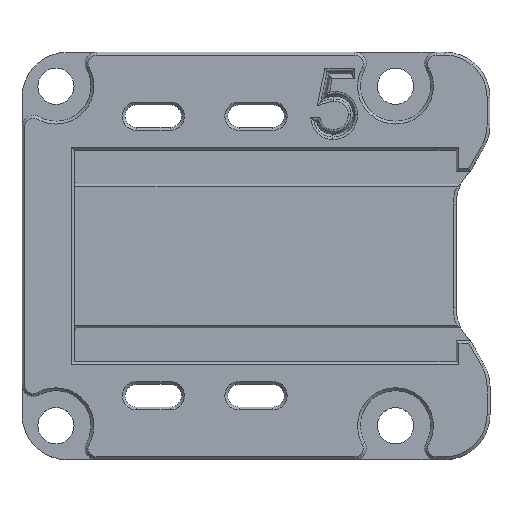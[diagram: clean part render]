
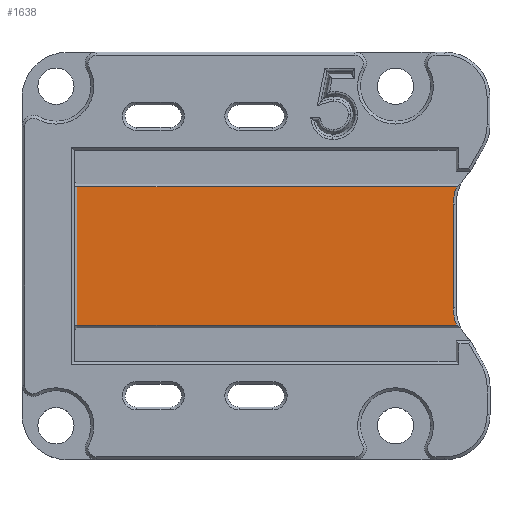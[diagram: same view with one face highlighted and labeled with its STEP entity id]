
A CAD part, top view. The second image highlights one B-rep face of the part: STEP entity #1638.
In plain terms, the highlighted planar face has unit normal (0, 0, 1).
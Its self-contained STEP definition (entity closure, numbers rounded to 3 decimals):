
#141 = LINE ( 'NONE', #3240, #7974 ) ;
#791 = CIRCLE ( 'NONE', #4536, 4.25 ) ;
#997 = CARTESIAN_POINT ( 'NONE',  ( 12.6, -4.578, -1.6 ) ) ;
#1067 = EDGE_CURVE ( 'NONE', #6055, #6413, #2236, .T. ) ;
#1123 = AXIS2_PLACEMENT_3D ( 'NONE', #7519, #2405, #6252 ) ;
#1327 = ORIENTED_EDGE ( 'NONE', *, *, #1067, .T. ) ;
#1346 = DIRECTION ( 'NONE',  ( 0., 0., -1. ) ) ;
#1531 = EDGE_CURVE ( 'NONE', #5000, #8193, #1556, .T. ) ;
#1556 = LINE ( 'NONE', #4703, #2777 ) ;
#1638 = ADVANCED_FACE ( 'NONE', ( #3734 ), #2978, .F. ) ;
#1709 = VECTOR ( 'NONE', #4168, 1000. ) ;
#2021 = CARTESIAN_POINT ( 'NONE',  ( 16.85, -4.578, -1.6 ) ) ;
#2070 = VECTOR ( 'NONE', #3215, 1000. ) ;
#2097 = CARTESIAN_POINT ( 'NONE',  ( 12.882, 6.1, -1.6 ) ) ;
#2105 = DIRECTION ( 'NONE',  ( 0., 1., 0. ) ) ;
#2130 = VERTEX_POINT ( 'NONE', #997 ) ;
#2236 = LINE ( 'NONE', #7269, #1709 ) ;
#2326 = ORIENTED_EDGE ( 'NONE', *, *, #7988, .T. ) ;
#2376 = CARTESIAN_POINT ( 'NONE',  ( -20.65, -6.1, -1.6 ) ) ;
#2405 = DIRECTION ( 'NONE',  ( 0., 0., -1. ) ) ;
#2777 = VECTOR ( 'NONE', #5449, 1000. ) ;
#2809 = EDGE_CURVE ( 'NONE', #2130, #6527, #141, .T. ) ;
#2978 = PLANE ( 'NONE',  #6045 ) ;
#3169 = CARTESIAN_POINT ( 'NONE',  ( -20.65, 0., -1.6 ) ) ;
#3215 = DIRECTION ( 'NONE',  ( 0., -1., 0. ) ) ;
#3240 = CARTESIAN_POINT ( 'NONE',  ( 12.6, 4.578, -1.6 ) ) ;
#3469 = ORIENTED_EDGE ( 'NONE', *, *, #2809, .T. ) ;
#3566 = CARTESIAN_POINT ( 'NONE',  ( 12.882, -6.1, -1.6 ) ) ;
#3734 = FACE_OUTER_BOUND ( 'NONE', #5418, .T. ) ;
#3957 = CARTESIAN_POINT ( 'NONE',  ( 12.6, 4.578, -1.6 ) ) ;
#4168 = DIRECTION ( 'NONE',  ( -1., 0., 0. ) ) ;
#4344 = ORIENTED_EDGE ( 'NONE', *, *, #5703, .T. ) ;
#4536 = AXIS2_PLACEMENT_3D ( 'NONE', #2021, #1346, #7845 ) ;
#4558 = CARTESIAN_POINT ( 'NONE',  ( -20.65, 6.1, -1.6 ) ) ;
#4600 = LINE ( 'NONE', #3169, #2070 ) ;
#4703 = CARTESIAN_POINT ( 'NONE',  ( 13.264, -6.1, -1.6 ) ) ;
#5000 = VERTEX_POINT ( 'NONE', #2376 ) ;
#5148 = EDGE_CURVE ( 'NONE', #6413, #5000, #4600, .T. ) ;
#5418 = EDGE_LOOP ( 'NONE', ( #1327, #6571, #8172, #2326, #3469, #4344 ) ) ;
#5449 = DIRECTION ( 'NONE',  ( 1., 0., 0. ) ) ;
#5703 = EDGE_CURVE ( 'NONE', #6527, #6055, #5803, .T. ) ;
#5803 = CIRCLE ( 'NONE', #1123, 4.25 ) ;
#6045 = AXIS2_PLACEMENT_3D ( 'NONE', #7511, #8219, #6243 ) ;
#6055 = VERTEX_POINT ( 'NONE', #2097 ) ;
#6243 = DIRECTION ( 'NONE',  ( -1., 0., 0. ) ) ;
#6252 = DIRECTION ( 'NONE',  ( -1., 0., 0. ) ) ;
#6413 = VERTEX_POINT ( 'NONE', #4558 ) ;
#6527 = VERTEX_POINT ( 'NONE', #3957 ) ;
#6571 = ORIENTED_EDGE ( 'NONE', *, *, #5148, .T. ) ;
#7269 = CARTESIAN_POINT ( 'NONE',  ( 0., 6.1, -1.6 ) ) ;
#7511 = CARTESIAN_POINT ( 'NONE',  ( 0., 0., -1.6 ) ) ;
#7519 = CARTESIAN_POINT ( 'NONE',  ( 16.85, 4.578, -1.6 ) ) ;
#7845 = DIRECTION ( 'NONE',  ( -1., 0., 0. ) ) ;
#7974 = VECTOR ( 'NONE', #2105, 1000. ) ;
#7988 = EDGE_CURVE ( 'NONE', #8193, #2130, #791, .T. ) ;
#8172 = ORIENTED_EDGE ( 'NONE', *, *, #1531, .T. ) ;
#8193 = VERTEX_POINT ( 'NONE', #3566 ) ;
#8219 = DIRECTION ( 'NONE',  ( 0., 0., -1. ) ) ;
